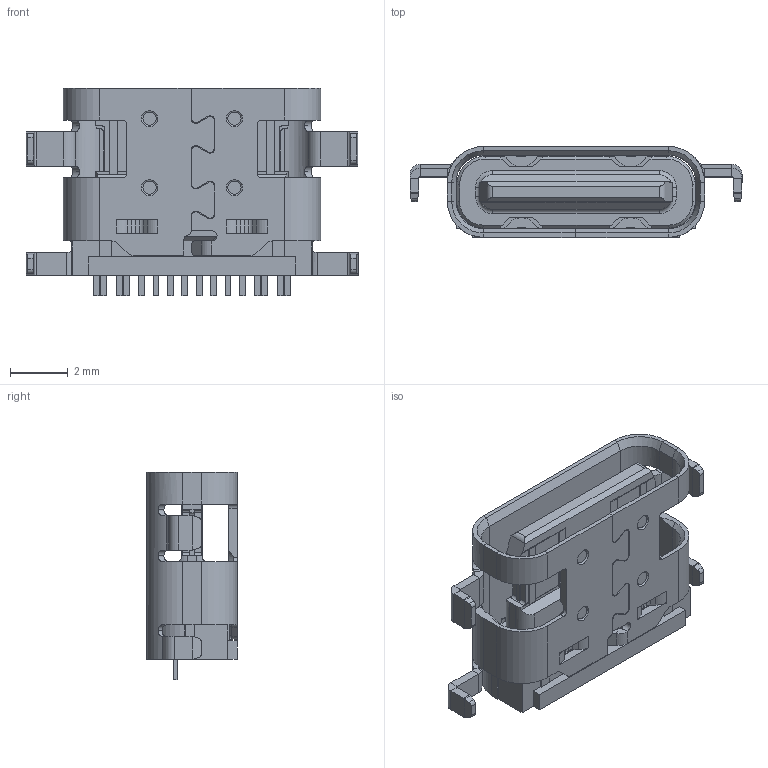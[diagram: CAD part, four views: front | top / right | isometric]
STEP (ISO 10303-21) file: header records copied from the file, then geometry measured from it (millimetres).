
FILE_DESCRIPTION (( 'STEP AP214' ), '1' );
FILE_NAME ('USB4520-03-0-A.STEP', '2021-11-11T16:02:34', ( '' ), ( '' ), 'SwSTEP 2.0', 'SolidWorks 2017', '' );
FILE_SCHEMA (( 'AUTOMOTIVE_DESIGN' ));
Length unit declared in the file: millimetre
Products named in the file (1): USB4520-03-0-A
Bounding box: 11.54 x 3.16 x 7.2 mm (x, y, z)
Volume: 96.9 mm3; surface area: 449.9 mm2
Topology: 34 solids, 34 shells, 920 faces, 2357 edges, 1496 vertices
Faces by surface type: plane 665, cylinder 212, cone 29, torus 12, bspline 2
Entity records: 28984 total; most frequent: CARTESIAN_POINT 6294, ORIENTED_EDGE 4714, DIRECTION 4485, EDGE_CURVE 2357, LINE 1797, VECTOR 1797, VERTEX_POINT 1496, AXIS2_PLACEMENT_3D 1344
